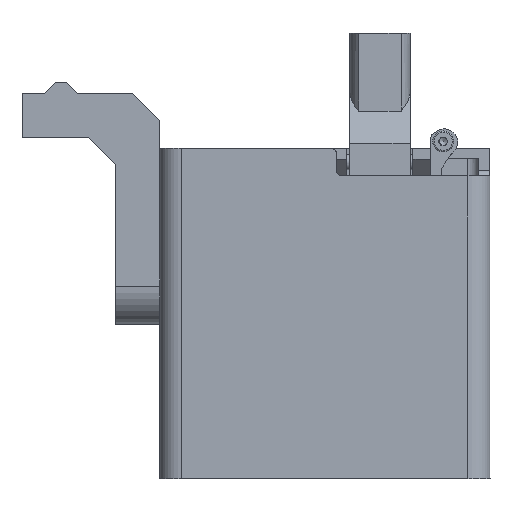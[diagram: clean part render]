
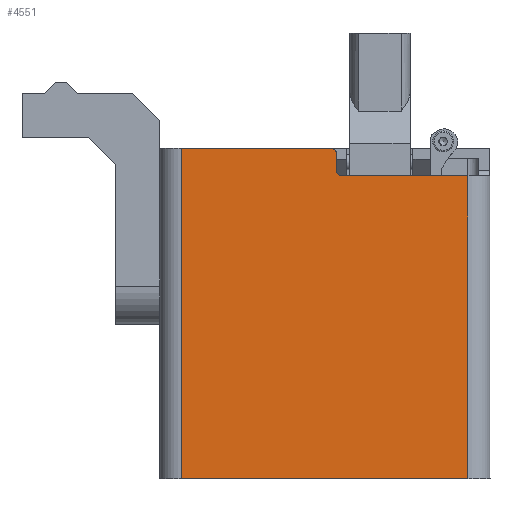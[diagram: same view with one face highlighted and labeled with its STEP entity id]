
A CAD part, front view. The second image highlights one B-rep face of the part: STEP entity #4551.
In plain terms, the highlighted planar face has unit normal (0, -1, 0).
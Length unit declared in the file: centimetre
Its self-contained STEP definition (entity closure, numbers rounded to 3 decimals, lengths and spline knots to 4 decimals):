
#142=PLANE($,#4923);
#421=LINE($,#7111,#884);
#425=LINE($,#7125,#888);
#426=LINE($,#7127,#889);
#427=LINE($,#7129,#890);
#428=LINE($,#7131,#891);
#429=LINE($,#7132,#892);
#884=VECTOR($,#5780,0.3);
#888=VECTOR($,#5796,2.7108);
#889=VECTOR($,#5797,6.);
#890=VECTOR($,#5798,5.2);
#891=VECTOR($,#5799,5.5);
#892=VECTOR($,#5800,2.2892);
#1360=FACE_OUTER_BOUND($,#1674,.T.);
#1674=EDGE_LOOP($,(#3629,#3630,#3631,#3632,#3633,#3634,#3635,#3636));
#1910=CIRCLE($,#4919,0.1);
#1911=CIRCLE($,#4921,0.1);
#2182=VERTEX_POINT($,#7108);
#2183=VERTEX_POINT($,#7110);
#2184=VERTEX_POINT($,#7114);
#2185=VERTEX_POINT($,#7118);
#2187=VERTEX_POINT($,#7124);
#2188=VERTEX_POINT($,#7126);
#2189=VERTEX_POINT($,#7128);
#2190=VERTEX_POINT($,#7130);
#2699=EDGE_CURVE($,#2183,#2182,#421,.F.);
#2701=EDGE_CURVE($,#2183,#2184,#1910,.T.);
#2703=EDGE_CURVE($,#2185,#2182,#1911,.T.);
#2706=EDGE_CURVE($,#2187,#2185,#425,.T.);
#2707=EDGE_CURVE($,#2188,#2187,#426,.T.);
#2708=EDGE_CURVE($,#2188,#2189,#427,.T.);
#2709=EDGE_CURVE($,#2190,#2189,#428,.T.);
#2710=EDGE_CURVE($,#2190,#2184,#429,.T.);
#3629=ORIENTED_EDGE($,*,*,#2703,.F.);
#3630=ORIENTED_EDGE($,*,*,#2706,.F.);
#3631=ORIENTED_EDGE($,*,*,#2707,.F.);
#3632=ORIENTED_EDGE($,*,*,#2708,.T.);
#3633=ORIENTED_EDGE($,*,*,#2709,.F.);
#3634=ORIENTED_EDGE($,*,*,#2710,.T.);
#3635=ORIENTED_EDGE($,*,*,#2701,.F.);
#3636=ORIENTED_EDGE($,*,*,#2699,.T.);
#4551=ADVANCED_FACE($,(#1360),#142,.T.);
#4919=AXIS2_PLACEMENT_3D($,#7115,#5784,#5785);
#4921=AXIS2_PLACEMENT_3D($,#7119,#5789,#5790);
#4923=AXIS2_PLACEMENT_3D($,#7123,#5794,#5795);
#5780=DIRECTION($,(0.,0.,-1.));
#5784=DIRECTION('center_axis',(0.,-1.,0.));
#5785=DIRECTION('ref_axis',(-0.707,0.,-0.707));
#5789=DIRECTION('center_axis',(0.,1.,0.));
#5790=DIRECTION('ref_axis',(0.707,0.,0.707));
#5794=DIRECTION('center_axis',(0.,-1.,0.));
#5795=DIRECTION('ref_axis',(1.,0.,0.));
#5796=DIRECTION($,(1.,0.,0.));
#5797=DIRECTION($,(0.,0.,1.));
#5798=DIRECTION($,(1.,0.,0.));
#5799=DIRECTION($,(0.,0.,-1.));
#5800=DIRECTION($,(-1.,0.,0.));
#7108=CARTESIAN_POINT('',(-6.5392,13.,10.9));
#7110=CARTESIAN_POINT('',(-6.5392,13.,10.6));
#7111=CARTESIAN_POINT($,(-6.5392,13.,7.19));
#7114=CARTESIAN_POINT('',(-6.4392,13.,10.5));
#7115=CARTESIAN_POINT('Origin',(-6.4392,13.,10.6));
#7118=CARTESIAN_POINT('',(-6.6392,13.,11.));
#7119=CARTESIAN_POINT('Origin',(-6.6392,13.,10.9));
#7123=CARTESIAN_POINT('Origin',(-7.75,13.,5.));
#7124=CARTESIAN_POINT('',(-9.35,13.,11.));
#7125=CARTESIAN_POINT($,(-4.15,13.,11.));
#7126=CARTESIAN_POINT('',(-9.35,13.,5.));
#7127=CARTESIAN_POINT($,(-9.35,13.,5.));
#7128=CARTESIAN_POINT('',(-4.15,13.,5.));
#7129=CARTESIAN_POINT($,(-10.5,13.,5.));
#7130=CARTESIAN_POINT('',(-4.15,13.,10.5));
#7131=CARTESIAN_POINT($,(-4.15,13.,5.));
#7132=CARTESIAN_POINT($,(-6.75,13.,10.5));
